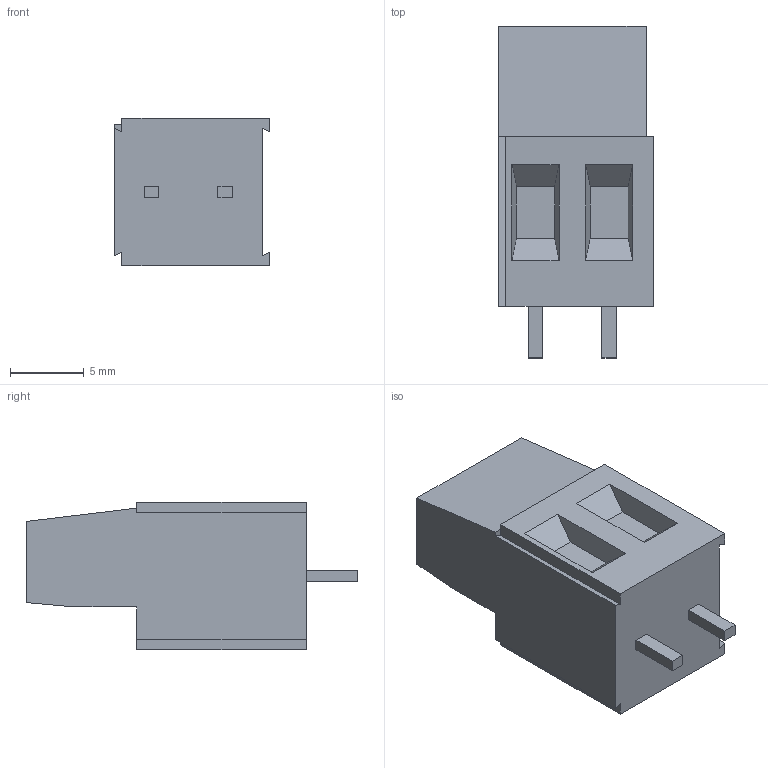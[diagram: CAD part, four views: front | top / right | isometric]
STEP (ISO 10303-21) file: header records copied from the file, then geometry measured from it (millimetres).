
FILE_DESCRIPTION (( 'STEP AP214' ), '1' );
FILE_NAME ('282856-2.STEP', '2023-04-14T00:57:50', ( '' ), ( '' ), 'SwSTEP 2.0', 'SolidWorks 2021', '' );
FILE_SCHEMA (( 'AUTOMOTIVE_DESIGN' ));
Length unit declared in the file: millimetre
Products named in the file (1): 282856-2
Bounding box: 10.5 x 22.5 x 10 mm (x, y, z)
Volume: 1535 mm3; surface area: 1153.9 mm2
Topology: 5 solids, 5 shells, 74 faces, 173 edges, 115 vertices
Faces by surface type: plane 66, cylinder 8
Entity records: 2163 total; most frequent: CARTESIAN_POINT 363, DIRECTION 347, ORIENTED_EDGE 346, EDGE_CURVE 173, LINE 149, VECTOR 149, VERTEX_POINT 115, AXIS2_PLACEMENT_3D 99
